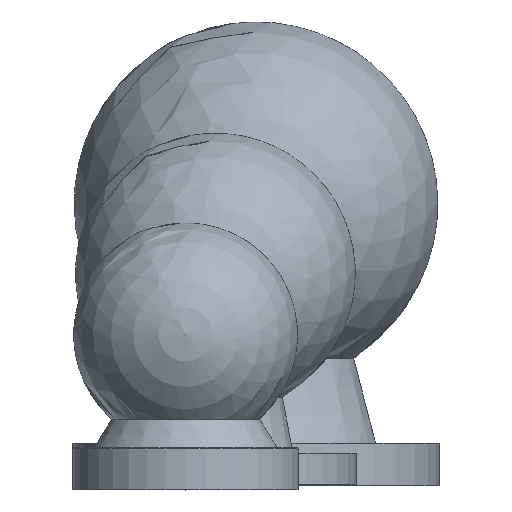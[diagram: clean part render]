
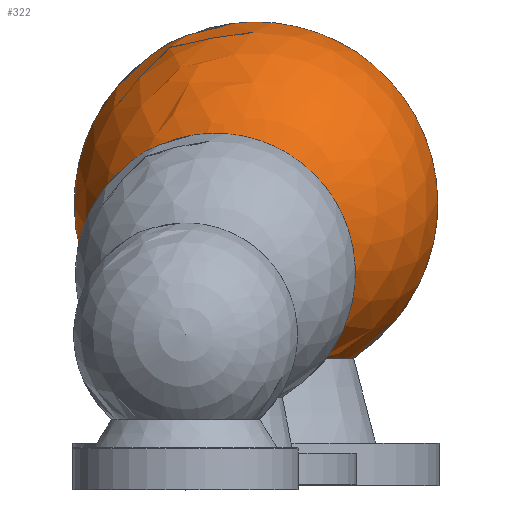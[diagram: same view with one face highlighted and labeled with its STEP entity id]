
A CAD part, top view. The second image highlights one B-rep face of the part: STEP entity #322.
In plain terms, the highlighted spherical face has radius 13 mm.
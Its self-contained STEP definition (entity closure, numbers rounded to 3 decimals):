
#37=SPHERICAL_SURFACE('',#379,13.);
#84=FACE_BOUND('',#158,.T.);
#158=EDGE_LOOP('',(#288));
#189=CIRCLE('',#380,6.928);
#215=VERTEX_POINT('',#588);
#241=EDGE_CURVE('',#215,#215,#189,.T.);
#288=ORIENTED_EDGE('',*,*,#241,.F.);
#322=ADVANCED_FACE('',(#84),#37,.T.);
#379=AXIS2_PLACEMENT_3D('',#587,#490,#491);
#380=AXIS2_PLACEMENT_3D('',#589,#492,#493);
#490=DIRECTION('center_axis',(0.,0.,1.));
#491=DIRECTION('ref_axis',(1.,0.,0.));
#492=DIRECTION('center_axis',(0.,-1.,0.));
#493=DIRECTION('ref_axis',(1.,0.,0.));
#587=CARTESIAN_POINT('Origin',(0.,20.,0.));
#588=CARTESIAN_POINT('',(6.928,9.,0.));
#589=CARTESIAN_POINT('Origin',(0.,9.,0.));
